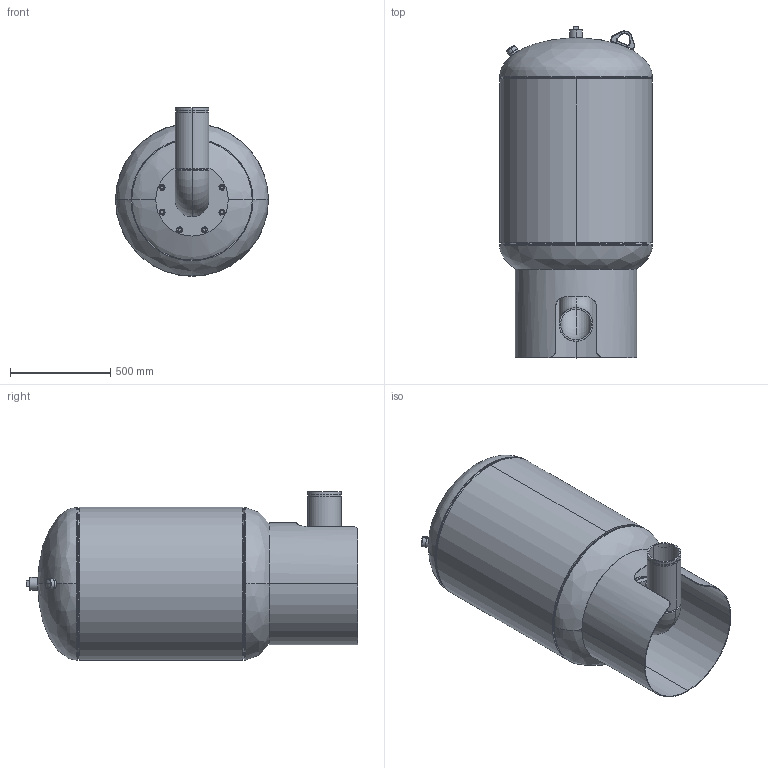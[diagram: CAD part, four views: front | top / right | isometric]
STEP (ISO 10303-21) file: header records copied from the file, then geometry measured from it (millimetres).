
FILE_DESCRIPTION (( 'STEP AP203' ), '1' );
FILE_NAME ('SSA-500.STEP', '2021-03-16T15:22:41', ( '' ), ( '' ), 'SwSTEP 2.0', 'SolidWorks 2021', '' );
FILE_SCHEMA (( 'CONFIG_CONTROL_DESIGN' ));
Length unit declared in the file: inch
Products named in the file (29): 9800205_SSA 500; 9801512; 21H0243; Couplings_9500564; 99M3500_HHJNUT 0.7500-10-D-N; 21H0244; 26B0444; 9200201; 9800620_HHNUT 0.6250-11-D-N; 9400115; 9800534; 9800453; Couplings_9800486; 9800464_03-34; 9400104; 99Q0051; 9800460_03-34; SSA-500; PLUGS_9500170; 99P0173_6.5IN; 99P0087_44615K185; 9800512; 9800498_44615K185; 9500000; 21H0243_.8125in hole; 99H3606_PreviewCfg; 9400542; 9421080
Assembly tree (43 placements, depth 3):
  SSA-500
    26B0444
    9200201
    9200201
    9500000
    Couplings_9500564
    Couplings_9800486
    9800460_03-34
    9800464_03-34
    PLUGS_9500170
    9800512
    99P0087_44615K185
    9800498_44615K185
    9421080
    99P0173_6.5IN
    9801512
    9400104
    9400115
    9800534  x8
    9800620_HHNUT 0.6250-11-D-N  x8
    9400542
    9800205_SSA 500
    9800453
      21H0243
      21H0244
      21H0243_.8125in hole
      99H3606_PreviewCfg
      99M3500_HHJNUT 0.7500-10-D-N  x2
    99Q0051
Bounding box: 764.16 x 1658.72 x 842.45 mm (x, y, z)
Volume: 40499388.2 mm3; surface area: 13435672.7 mm2
Topology: 44 solids, 44 shells, 1728 faces, 4501 edges, 2789 vertices
Faces by surface type: plane 877, cone 468, cylinder 287, torus 68, bspline 24, sphere 4
Entity records: 59349 total; most frequent: CARTESIAN_POINT 17587, DIRECTION 8248, ORIENTED_EDGE 7918, EDGE_CURVE 3959, AXIS2_PLACEMENT_3D 2975, VERTEX_POINT 2489, VECTOR 2298, LINE 2298
